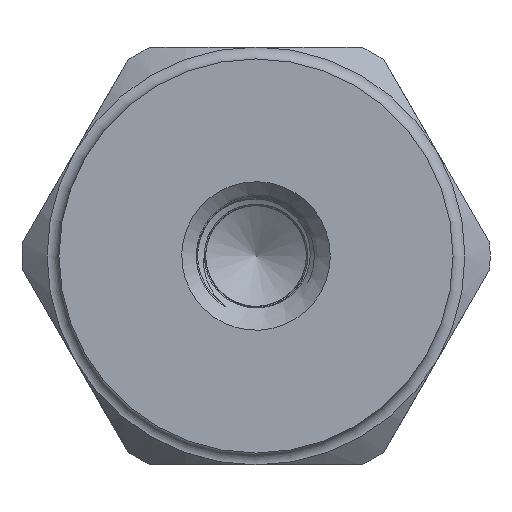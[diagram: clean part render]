
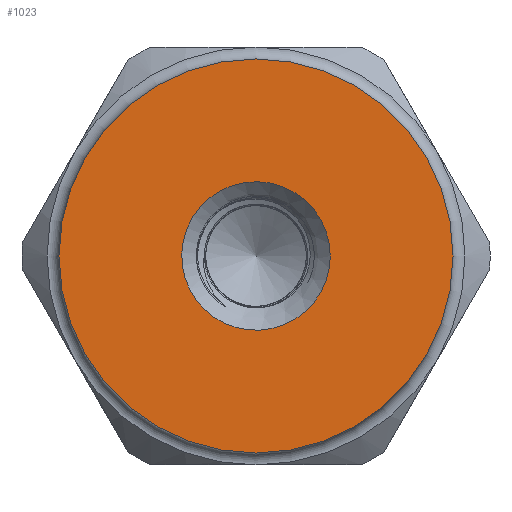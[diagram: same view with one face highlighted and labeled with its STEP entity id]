
A CAD part, front view. The second image highlights one B-rep face of the part: STEP entity #1023.
In plain terms, the highlighted planar face has unit normal (0, -1, 0).
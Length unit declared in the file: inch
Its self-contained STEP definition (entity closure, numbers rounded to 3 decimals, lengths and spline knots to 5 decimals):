
#195=PLANE('',#1140);
#215=FACE_BOUND('',#350,.T.);
#272=FACE_OUTER_BOUND('',#349,.T.);
#349=EDGE_LOOP('',(#852));
#350=EDGE_LOOP('',(#853));
#397=CIRCLE('',#1108,0.1555);
#416=CIRCLE('',#1141,0.4125);
#475=VERTEX_POINT('',#3567);
#506=VERTEX_POINT('',#3682);
#589=EDGE_CURVE('',#475,#475,#397,.T.);
#633=EDGE_CURVE('',#506,#506,#416,.T.);
#852=ORIENTED_EDGE('',*,*,#633,.T.);
#853=ORIENTED_EDGE('',*,*,#589,.F.);
#1023=ADVANCED_FACE('',(#272,#215),#195,.F.);
#1108=AXIS2_PLACEMENT_3D('',#3568,#1324,#1325);
#1140=AXIS2_PLACEMENT_3D('',#3681,#1400,#1401);
#1141=AXIS2_PLACEMENT_3D('',#3683,#1402,#1403);
#1324=DIRECTION('center_axis',(0.,-1.,0.));
#1325=DIRECTION('ref_axis',(-1.,0.,0.));
#1400=DIRECTION('center_axis',(0.,1.,0.));
#1401=DIRECTION('ref_axis',(0.,0.,1.));
#1402=DIRECTION('center_axis',(0.,-1.,0.));
#1403=DIRECTION('ref_axis',(-1.,0.,0.));
#3567=CARTESIAN_POINT('',(-0.06781,-1.02998,0.));
#3568=CARTESIAN_POINT('Origin',(-0.22331,-1.02998,0.));
#3681=CARTESIAN_POINT('Origin',(-0.22331,-1.02998,0.));
#3682=CARTESIAN_POINT('',(0.18919,-1.02998,0.));
#3683=CARTESIAN_POINT('Origin',(-0.22331,-1.02998,0.));
